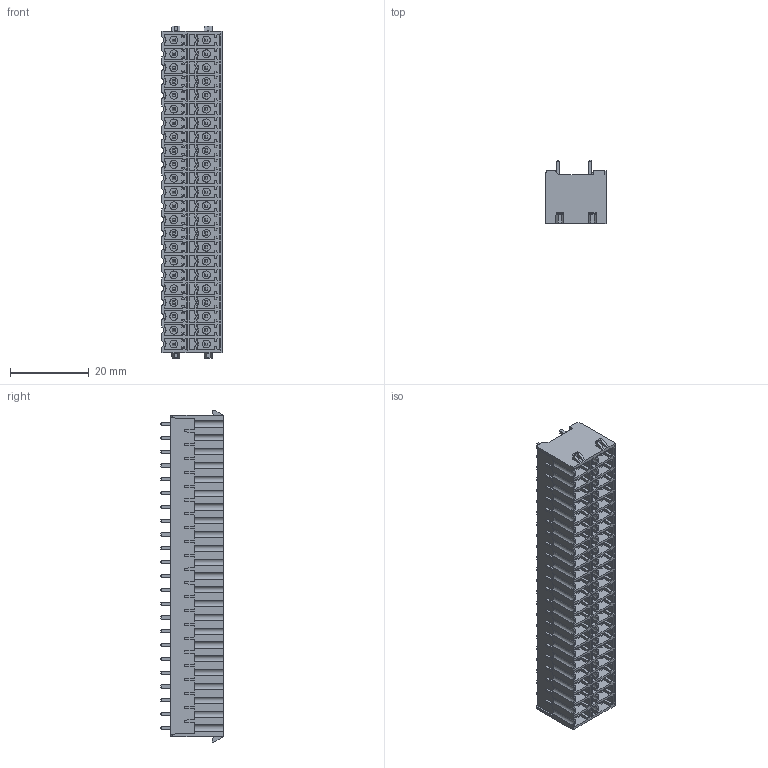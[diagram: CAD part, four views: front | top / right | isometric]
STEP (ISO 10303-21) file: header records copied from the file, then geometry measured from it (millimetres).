
FILE_DESCRIPTION((''),'2;1');
FILE_NAME('TLPHDL-007V-1','2024-09-14T09:01:13',('sheji109'),(''),'CREO PARAMETRIC BY PTC INC, 2018100','CREO PARAMETRIC BY PTC INC, 2018100','');
FILE_SCHEMA(('AUTOMOTIVE_DESIGN { 1 0 10303 214 1 1 1 1 }'));
Products named in the file (1): TLPHDL-007V-1
Bounding box: 15.2 x 15.9 x 84.1 mm (x, y, z)
Volume: 10476.5 mm3; surface area: 14926.7 mm2
Topology: 1 solids, 64 shells, 4649 faces, 12345 edges, 8031 vertices
Faces by surface type: plane 4007, cylinder 399, cone 201, bspline 42
Entity records: 143781 total; most frequent: CARTESIAN_POINT 28840, ORIENTED_EDGE 24690, DIRECTION 21960, EDGE_CURVE 12345, VECTOR 10868, LINE 10868, VERTEX_POINT 8031, AXIS2_PLACEMENT_3D 5546
